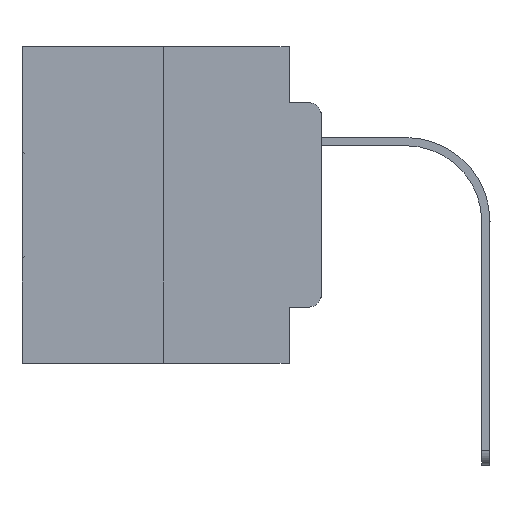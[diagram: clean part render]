
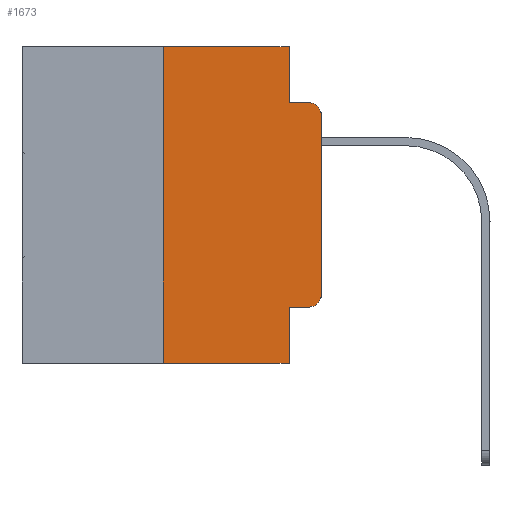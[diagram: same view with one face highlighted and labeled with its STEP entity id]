
A CAD part, left-side view. The second image highlights one B-rep face of the part: STEP entity #1673.
In plain terms, the highlighted planar face has unit normal (-1, 0, 0).
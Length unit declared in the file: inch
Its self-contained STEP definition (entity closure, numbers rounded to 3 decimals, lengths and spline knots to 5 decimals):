
#720 = ORIENTED_EDGE ( 'NONE', *, *, #1046, .F. ) ;
#1012 = CARTESIAN_POINT ( 'NONE',  ( 0., 0., 0. ) ) ;
#1046 = EDGE_CURVE ( 'NONE', #1399, #15425, #7902, .T. ) ;
#1146 = EDGE_CURVE ( 'NONE', #16780, #5920, #11486, .T. ) ;
#1399 = VERTEX_POINT ( 'NONE', #14275 ) ;
#1673 = ADVANCED_FACE ( 'NONE', ( #23997 ), #2713, .F. ) ;
#1888 = EDGE_CURVE ( 'NONE', #1399, #3664, #8280, .T. ) ;
#2412 = DIRECTION ( 'NONE',  ( 0., 0., -1. ) ) ;
#2442 = ORIENTED_EDGE ( 'NONE', *, *, #1888, .T. ) ;
#2447 = VECTOR ( 'NONE', #3211, 39.37008 ) ;
#2713 = PLANE ( 'NONE',  #14480 ) ;
#2899 = VERTEX_POINT ( 'NONE', #6635 ) ;
#3211 = DIRECTION ( 'NONE',  ( 0., -1., 0. ) ) ;
#3475 = VECTOR ( 'NONE', #19949, 39.37008 ) ;
#3664 = VERTEX_POINT ( 'NONE', #11350 ) ;
#4044 = DIRECTION ( 'NONE',  ( 0., 0., -1. ) ) ;
#4952 = CIRCLE ( 'NONE', #26283, 0.02 ) ;
#4998 = EDGE_LOOP ( 'NONE', ( #29817, #22924, #27257, #15200, #29894, #25554, #14078, #720, #2442, #21520 ) ) ;
#5189 = DIRECTION ( 'NONE',  ( 0., 0., -1. ) ) ;
#5920 = VERTEX_POINT ( 'NONE', #24831 ) ;
#6003 = CARTESIAN_POINT ( 'NONE',  ( 0., 0.051, -0.5 ) ) ;
#6635 = CARTESIAN_POINT ( 'NONE',  ( 0., 0.25, -0.5 ) ) ;
#7472 = EDGE_CURVE ( 'NONE', #5920, #10907, #14238, .T. ) ;
#7524 = DIRECTION ( 'NONE',  ( -1., 0., 0. ) ) ;
#7902 = LINE ( 'NONE', #14586, #8534 ) ;
#8168 = CARTESIAN_POINT ( 'NONE',  ( 0., 0.473, -0.5 ) ) ;
#8275 = EDGE_CURVE ( 'NONE', #29906, #10907, #13456, .T. ) ;
#8280 = LINE ( 'NONE', #10465, #3475 ) ;
#8475 = VECTOR ( 'NONE', #12062, 39.37008 ) ;
#8534 = VECTOR ( 'NONE', #24065, 39.37008 ) ;
#8998 = CARTESIAN_POINT ( 'NONE',  ( 0., 0.051, 0. ) ) ;
#10465 = CARTESIAN_POINT ( 'NONE',  ( 0., 0.051, -0.4115 ) ) ;
#10581 = LINE ( 'NONE', #17608, #25120 ) ;
#10907 = VERTEX_POINT ( 'NONE', #28470 ) ;
#11042 = DIRECTION ( 'NONE',  ( 0., -1., 0. ) ) ;
#11350 = CARTESIAN_POINT ( 'NONE',  ( 0., 0.02, -0.4115 ) ) ;
#11486 = LINE ( 'NONE', #8998, #20455 ) ;
#12062 = DIRECTION ( 'NONE',  ( 0., -1., 0. ) ) ;
#12165 = CARTESIAN_POINT ( 'NONE',  ( 0., 0.473, 0. ) ) ;
#12662 = LINE ( 'NONE', #8168, #2447 ) ;
#13178 = EDGE_CURVE ( 'NONE', #14781, #29906, #17653, .T. ) ;
#13438 = VECTOR ( 'NONE', #24327, 39.37008 ) ;
#13456 = CIRCLE ( 'NONE', #19935, 0.02 ) ;
#13522 = DIRECTION ( 'NONE',  ( -1., 0., 0. ) ) ;
#14078 = ORIENTED_EDGE ( 'NONE', *, *, #19616, .T. ) ;
#14238 = LINE ( 'NONE', #28046, #8475 ) ;
#14275 = CARTESIAN_POINT ( 'NONE',  ( 0., 0.051, -0.4115 ) ) ;
#14480 = AXIS2_PLACEMENT_3D ( 'NONE', #12165, #19035, #2412 ) ;
#14586 = CARTESIAN_POINT ( 'NONE',  ( 0., 0.051, 0. ) ) ;
#14781 = VERTEX_POINT ( 'NONE', #15519 ) ;
#15200 = ORIENTED_EDGE ( 'NONE', *, *, #1146, .F. ) ;
#15417 = CARTESIAN_POINT ( 'NONE',  ( 0., 0.25, 0. ) ) ;
#15425 = VERTEX_POINT ( 'NONE', #6003 ) ;
#15519 = CARTESIAN_POINT ( 'NONE',  ( 0., 0., -0.3915 ) ) ;
#16220 = EDGE_CURVE ( 'NONE', #2899, #17550, #22713, .T. ) ;
#16321 = CARTESIAN_POINT ( 'NONE',  ( 0., 0.25, 0. ) ) ;
#16780 = VERTEX_POINT ( 'NONE', #22804 ) ;
#17550 = VERTEX_POINT ( 'NONE', #16321 ) ;
#17608 = CARTESIAN_POINT ( 'NONE',  ( 0., 0.473, 0. ) ) ;
#17653 = LINE ( 'NONE', #1012, #13438 ) ;
#18210 = DIRECTION ( 'NONE',  ( 0., 0., 1. ) ) ;
#19035 = DIRECTION ( 'NONE',  ( 1., 0., 0. ) ) ;
#19616 = EDGE_CURVE ( 'NONE', #2899, #15425, #12662, .T. ) ;
#19935 = AXIS2_PLACEMENT_3D ( 'NONE', #25185, #13522, #20524 ) ;
#19949 = DIRECTION ( 'NONE',  ( 0., -1., 0. ) ) ;
#20455 = VECTOR ( 'NONE', #4044, 39.37008 ) ;
#20524 = DIRECTION ( 'NONE',  ( 0., 0., -1. ) ) ;
#21520 = ORIENTED_EDGE ( 'NONE', *, *, #26785, .T. ) ;
#22212 = EDGE_CURVE ( 'NONE', #17550, #16780, #10581, .T. ) ;
#22617 = VECTOR ( 'NONE', #18210, 39.37008 ) ;
#22713 = LINE ( 'NONE', #15417, #22617 ) ;
#22804 = CARTESIAN_POINT ( 'NONE',  ( 0., 0.051, 0. ) ) ;
#22924 = ORIENTED_EDGE ( 'NONE', *, *, #8275, .T. ) ;
#23854 = CARTESIAN_POINT ( 'NONE',  ( 0., 0.02, -0.3915 ) ) ;
#23997 = FACE_OUTER_BOUND ( 'NONE', #4998, .T. ) ;
#24065 = DIRECTION ( 'NONE',  ( 0., 0., -1. ) ) ;
#24327 = DIRECTION ( 'NONE',  ( 0., 0., 1. ) ) ;
#24831 = CARTESIAN_POINT ( 'NONE',  ( 0., 0.051, -0.0885 ) ) ;
#25120 = VECTOR ( 'NONE', #11042, 39.37008 ) ;
#25185 = CARTESIAN_POINT ( 'NONE',  ( 0., 0.02, -0.1085 ) ) ;
#25554 = ORIENTED_EDGE ( 'NONE', *, *, #16220, .F. ) ;
#26283 = AXIS2_PLACEMENT_3D ( 'NONE', #23854, #7524, #5189 ) ;
#26785 = EDGE_CURVE ( 'NONE', #3664, #14781, #4952, .T. ) ;
#27257 = ORIENTED_EDGE ( 'NONE', *, *, #7472, .F. ) ;
#28046 = CARTESIAN_POINT ( 'NONE',  ( 0., 0.051, -0.0885 ) ) ;
#28470 = CARTESIAN_POINT ( 'NONE',  ( 0., 0.02, -0.0885 ) ) ;
#29817 = ORIENTED_EDGE ( 'NONE', *, *, #13178, .T. ) ;
#29894 = ORIENTED_EDGE ( 'NONE', *, *, #22212, .F. ) ;
#29906 = VERTEX_POINT ( 'NONE', #30058 ) ;
#30058 = CARTESIAN_POINT ( 'NONE',  ( 0., 0., -0.1085 ) ) ;
